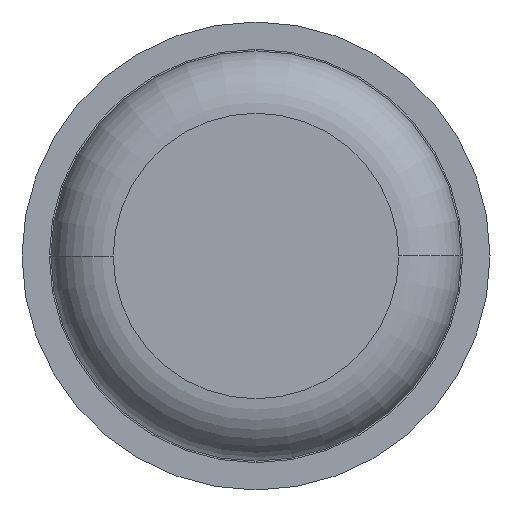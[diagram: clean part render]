
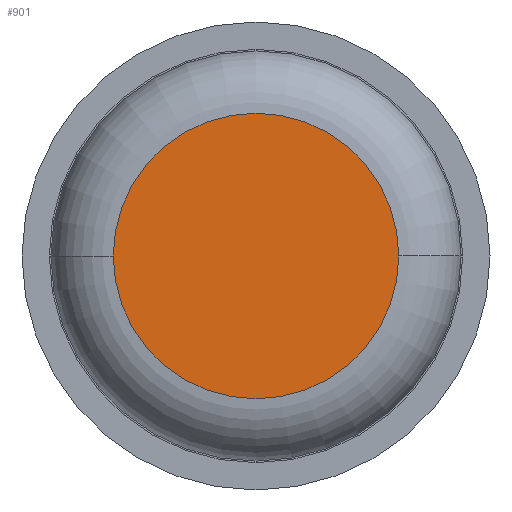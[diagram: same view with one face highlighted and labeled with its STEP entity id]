
A CAD part, front view. The second image highlights one B-rep face of the part: STEP entity #901.
In plain terms, the highlighted planar face has unit normal (0, -1, 0).
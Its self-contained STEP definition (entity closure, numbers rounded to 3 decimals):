
#11 = DIRECTION ( 'NONE',  ( -1., 0., 0. ) ) ;
#416 = CARTESIAN_POINT ( 'NONE',  ( 0., 0., 0. ) ) ;
#472 = AXIS2_PLACEMENT_3D ( 'NONE', #1926, #1065, #2171 ) ;
#901 = ADVANCED_FACE ( 'Defeature ausgef�hrt1_6', ( #2535 ), #1789, .F. ) ;
#1065 = DIRECTION ( 'NONE',  ( 0., -1., 0. ) ) ;
#1250 = DIRECTION ( 'NONE',  ( -1., 0., 0. ) ) ;
#1597 = ORIENTED_EDGE ( 'NONE', *, *, #2359, .T. ) ;
#1665 = EDGE_CURVE ( 'Defeature ausgef�hrt1_6+Defeature ausgef�hrt1_7+Defeature ausgef�hrt1_7+Defeature ausgef�hrt1_7', #3398, #2226, #2086, .T. ) ;
#1771 = ORIENTED_EDGE ( 'NONE', *, *, #1665, .T. ) ;
#1789 = PLANE ( 'NONE',  #2620 ) ;
#1918 = DIRECTION ( 'NONE',  ( 0., -1., 0. ) ) ;
#1926 = CARTESIAN_POINT ( 'NONE',  ( 0., 0., 0. ) ) ;
#2086 = CIRCLE ( 'NONE', #2815, 0.915 ) ;
#2171 = DIRECTION ( 'NONE',  ( -1., 0., 0. ) ) ;
#2226 = VERTEX_POINT ( 'NONE', #2826 ) ;
#2359 = EDGE_CURVE ( 'Defeature ausgef�hrt1_6+Defeature ausgef�hrt1_7+Defeature ausgef�hrt1_7+Defeature ausgef�hrt1_7', #2226, #3398, #3070, .T. ) ;
#2413 = EDGE_LOOP ( 'NONE', ( #1771, #1597 ) ) ;
#2535 = FACE_OUTER_BOUND ( 'NONE', #2413, .T. ) ;
#2620 = AXIS2_PLACEMENT_3D ( 'NONE', #416, #2919, #1250 ) ;
#2815 = AXIS2_PLACEMENT_3D ( 'NONE', #3334, #1918, #11 ) ;
#2826 = CARTESIAN_POINT ( 'NONE',  ( 0.915, 0., 0. ) ) ;
#2919 = DIRECTION ( 'NONE',  ( 0., 1., 0. ) ) ;
#2964 = CARTESIAN_POINT ( 'NONE',  ( -0.915, 0., 0. ) ) ;
#3070 = CIRCLE ( 'NONE', #472, 0.915 ) ;
#3334 = CARTESIAN_POINT ( 'NONE',  ( 0., 0., 0. ) ) ;
#3398 = VERTEX_POINT ( 'NONE', #2964 ) ;
